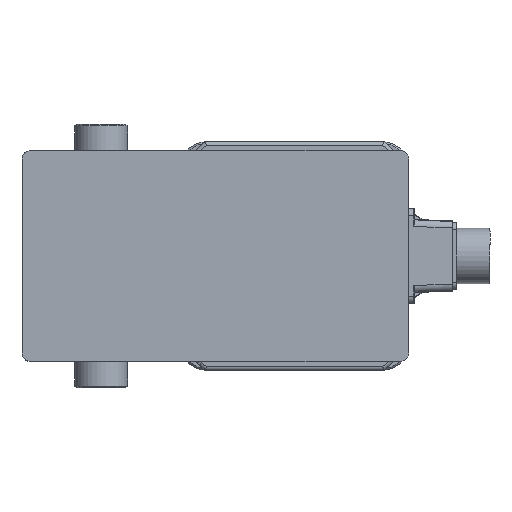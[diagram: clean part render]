
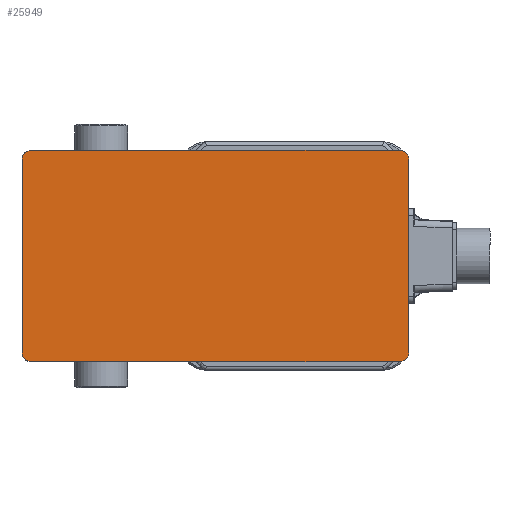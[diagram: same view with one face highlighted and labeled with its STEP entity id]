
A CAD part, front view. The second image highlights one B-rep face of the part: STEP entity #25949.
In plain terms, the highlighted face is planar.
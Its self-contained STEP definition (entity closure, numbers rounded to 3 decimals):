
#464 = LINE ( 'NONE', #29143, #13436 ) ;
#623 = DIRECTION ( 'NONE',  ( -1., 0., 0. ) ) ;
#1696 = CARTESIAN_POINT ( 'NONE',  ( 55., 175., -119. ) ) ;
#1985 = VERTEX_POINT ( 'NONE', #43046 ) ;
#3189 = VERTEX_POINT ( 'NONE', #37028 ) ;
#3344 = CIRCLE ( 'NONE', #9355, 5. ) ;
#5871 = CARTESIAN_POINT ( 'NONE',  ( 55., 170., -119. ) ) ;
#6605 = AXIS2_PLACEMENT_3D ( 'NONE', #45943, #45486, #13787 ) ;
#6773 = VECTOR ( 'NONE', #623, 1000. ) ;
#8031 = VECTOR ( 'NONE', #28446, 1000. ) ;
#8455 = VERTEX_POINT ( 'NONE', #26132 ) ;
#8668 = DIRECTION ( 'NONE',  ( 0., 0., -1. ) ) ;
#8701 = EDGE_CURVE ( 'NONE', #8729, #1985, #30681, .T. ) ;
#8729 = VERTEX_POINT ( 'NONE', #45511 ) ;
#9064 = EDGE_CURVE ( 'NONE', #3189, #40516, #464, .T. ) ;
#9355 = AXIS2_PLACEMENT_3D ( 'NONE', #25250, #39760, #40223 ) ;
#9617 = LINE ( 'NONE', #27964, #8031 ) ;
#10271 = EDGE_CURVE ( 'NONE', #40516, #37513, #41490, .T. ) ;
#10481 = CARTESIAN_POINT ( 'NONE',  ( 60., -40., -119. ) ) ;
#11268 = DIRECTION ( 'NONE',  ( 0., -1., 0. ) ) ;
#12377 = DIRECTION ( 'NONE',  ( -1., 0., 0. ) ) ;
#13031 = AXIS2_PLACEMENT_3D ( 'NONE', #5871, #23067, #23302 ) ;
#13436 = VECTOR ( 'NONE', #11268, 1000. ) ;
#13787 = DIRECTION ( 'NONE',  ( -1., 0., 0. ) ) ;
#14002 = ORIENTED_EDGE ( 'NONE', *, *, #32032, .T. ) ;
#14198 = VECTOR ( 'NONE', #25615, 1000. ) ;
#14790 = LINE ( 'NONE', #40358, #14198 ) ;
#15937 = EDGE_CURVE ( 'NONE', #20629, #8455, #3344, .T. ) ;
#16010 = AXIS2_PLACEMENT_3D ( 'NONE', #19696, #34504, #12377 ) ;
#16143 = VERTEX_POINT ( 'NONE', #1696 ) ;
#16199 = CARTESIAN_POINT ( 'NONE',  ( -55., 170., -119. ) ) ;
#17240 = ORIENTED_EDGE ( 'NONE', *, *, #9064, .T. ) ;
#19696 = CARTESIAN_POINT ( 'NONE',  ( 55., -40., -119. ) ) ;
#19742 = ORIENTED_EDGE ( 'NONE', *, *, #21192, .T. ) ;
#20590 = CIRCLE ( 'NONE', #13031, 5. ) ;
#20629 = VERTEX_POINT ( 'NONE', #37759 ) ;
#20883 = FACE_OUTER_BOUND ( 'NONE', #29617, .T. ) ;
#21181 = ORIENTED_EDGE ( 'NONE', *, *, #10271, .T. ) ;
#21192 = EDGE_CURVE ( 'NONE', #37513, #20629, #22519, .T. ) ;
#21307 = ORIENTED_EDGE ( 'NONE', *, *, #39974, .T. ) ;
#22284 = ORIENTED_EDGE ( 'NONE', *, *, #25539, .T. ) ;
#22519 = LINE ( 'NONE', #35894, #6773 ) ;
#23067 = DIRECTION ( 'NONE',  ( 0., 0., -1. ) ) ;
#23302 = DIRECTION ( 'NONE',  ( -1., 0., 0. ) ) ;
#23688 = CARTESIAN_POINT ( 'NONE',  ( 55., -45., -119. ) ) ;
#23727 = PLANE ( 'NONE',  #6605 ) ;
#25250 = CARTESIAN_POINT ( 'NONE',  ( -55., -40., -119. ) ) ;
#25539 = EDGE_CURVE ( 'NONE', #8455, #8729, #9617, .T. ) ;
#25615 = DIRECTION ( 'NONE',  ( 1., 0., 0. ) ) ;
#25949 = ADVANCED_FACE ( 'NONE', ( #20883 ), #23727, .T. ) ;
#26132 = CARTESIAN_POINT ( 'NONE',  ( -60., -40., -119. ) ) ;
#26947 = ORIENTED_EDGE ( 'NONE', *, *, #15937, .T. ) ;
#27254 = DIRECTION ( 'NONE',  ( -1., 0., 0. ) ) ;
#27964 = CARTESIAN_POINT ( 'NONE',  ( -60., -40., -119. ) ) ;
#28446 = DIRECTION ( 'NONE',  ( 0., 1., 0. ) ) ;
#29143 = CARTESIAN_POINT ( 'NONE',  ( 60., 170., -119. ) ) ;
#29358 = ORIENTED_EDGE ( 'NONE', *, *, #8701, .T. ) ;
#29617 = EDGE_LOOP ( 'NONE', ( #21181, #19742, #26947, #22284, #29358, #14002, #21307, #17240 ) ) ;
#30681 = CIRCLE ( 'NONE', #36655, 5. ) ;
#32032 = EDGE_CURVE ( 'NONE', #1985, #16143, #14790, .T. ) ;
#34504 = DIRECTION ( 'NONE',  ( 0., 0., -1. ) ) ;
#35894 = CARTESIAN_POINT ( 'NONE',  ( 55., -45., -119. ) ) ;
#36655 = AXIS2_PLACEMENT_3D ( 'NONE', #16199, #8668, #27254 ) ;
#37028 = CARTESIAN_POINT ( 'NONE',  ( 60., 170., -119. ) ) ;
#37513 = VERTEX_POINT ( 'NONE', #23688 ) ;
#37759 = CARTESIAN_POINT ( 'NONE',  ( -55., -45., -119. ) ) ;
#39760 = DIRECTION ( 'NONE',  ( 0., 0., -1. ) ) ;
#39974 = EDGE_CURVE ( 'NONE', #16143, #3189, #20590, .T. ) ;
#40223 = DIRECTION ( 'NONE',  ( -1., 0., 0. ) ) ;
#40358 = CARTESIAN_POINT ( 'NONE',  ( -55., 175., -119. ) ) ;
#40516 = VERTEX_POINT ( 'NONE', #10481 ) ;
#41490 = CIRCLE ( 'NONE', #16010, 5. ) ;
#43046 = CARTESIAN_POINT ( 'NONE',  ( -55., 175., -119. ) ) ;
#45486 = DIRECTION ( 'NONE',  ( 0., 0., -1. ) ) ;
#45511 = CARTESIAN_POINT ( 'NONE',  ( -60., 170., -119. ) ) ;
#45943 = CARTESIAN_POINT ( 'NONE',  ( 55., -40., -119. ) ) ;
